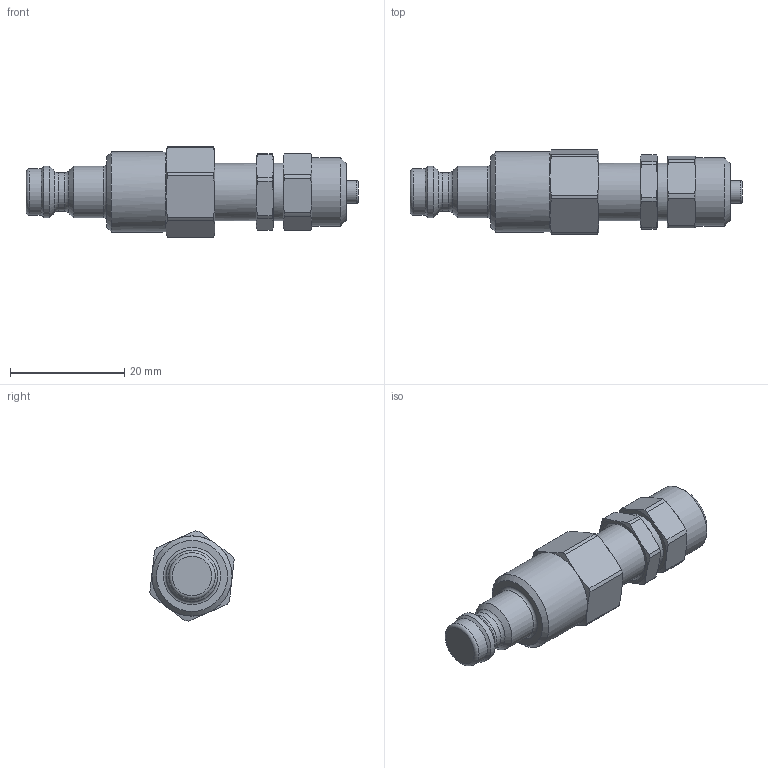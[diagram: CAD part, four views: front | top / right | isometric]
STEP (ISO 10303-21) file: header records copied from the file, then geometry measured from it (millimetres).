
FILE_DESCRIPTION((''),'2;1');
FILE_NAME('21sbks06rvx.stp','2014-02-27T08:24:32',('AS035480'),(''),'Autodesk Inventor 2013','Autodesk Inventor 2013','');
FILE_SCHEMA(('AUTOMOTIVE_DESIGN { 1 0 10303 214 1 1 1 1 }'));
Length unit declared in the file: millimetre
Products named in the file (1): D109330
Bounding box: 58 x 14.74 x 15.76 mm (x, y, z)
Volume: 5458.5 mm3; surface area: 4031.1 mm2
Topology: 1 solids, 3 shells, 129 faces, 283 edges, 168 vertices
Faces by surface type: cone 53, cylinder 36, plane 32, torus 8
Full cylindrical faces by diameter (mm): 3.95 x1, 4.6 x1, 6.2 x1, 6.7 x1, 8.1 x1, 9 x2, 9.5 x1, 10 x3, 10.45 x1, 10.5 x1, 10.85 x1, 12 x3, 14 x1
Entity records: 3328 total; most frequent: CARTESIAN_POINT 668, DIRECTION 546, ORIENTED_EDGE 466, AXIS2_PLACEMENT_3D 255, EDGE_CURVE 233, EDGE_LOOP 184, VERTEX_POINT 161, FACE_OUTER_BOUND 129
